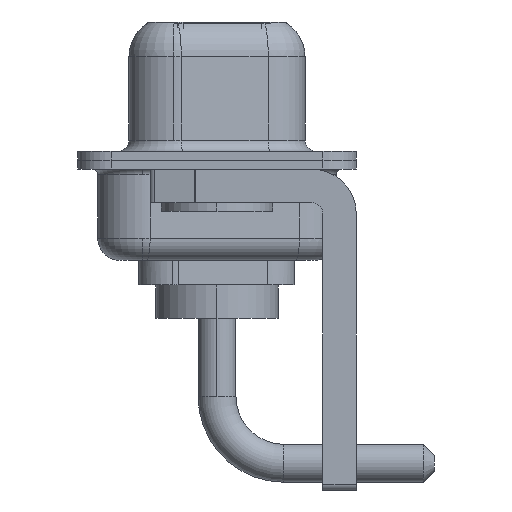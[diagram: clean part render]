
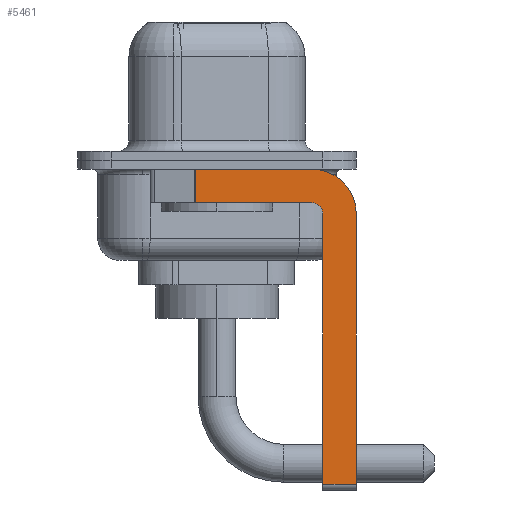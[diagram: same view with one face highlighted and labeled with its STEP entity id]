
A CAD part, left-side view. The second image highlights one B-rep face of the part: STEP entity #5461.
In plain terms, the highlighted planar face has unit normal (-1, 0, 0).
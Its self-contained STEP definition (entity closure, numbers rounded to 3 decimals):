
#48 = VERTEX_POINT ( 'NONE', #9292 ) ;
#272 = VERTEX_POINT ( 'NONE', #10646 ) ;
#395 = CIRCLE ( 'NONE', #1990, 0.5 ) ;
#441 = CARTESIAN_POINT ( 'NONE',  ( -2.9, 0.978, -1.9 ) ) ;
#543 = EDGE_CURVE ( 'NONE', #48, #7237, #10352, .T. ) ;
#595 = DIRECTION ( 'NONE',  ( 0., 0., -1. ) ) ;
#852 = DIRECTION ( 'NONE',  ( 0., -1., 0. ) ) ;
#867 = AXIS2_PLACEMENT_3D ( 'NONE', #8370, #1707, #12706 ) ;
#918 = DIRECTION ( 'NONE',  ( 0., -1., 0. ) ) ;
#1222 = ORIENTED_EDGE ( 'NONE', *, *, #8530, .T. ) ;
#1472 = CARTESIAN_POINT ( 'NONE',  ( -2.9, -6.25, -2.4 ) ) ;
#1611 = DIRECTION ( 'NONE',  ( 0., 0., 1. ) ) ;
#1707 = DIRECTION ( 'NONE',  ( 1., 0., 0. ) ) ;
#1990 = AXIS2_PLACEMENT_3D ( 'NONE', #8443, #4530, #11139 ) ;
#2052 = ORIENTED_EDGE ( 'NONE', *, *, #12371, .F. ) ;
#2146 = CARTESIAN_POINT ( 'NONE',  ( -2.9, -6.25, -2.4 ) ) ;
#2270 = VERTEX_POINT ( 'NONE', #12454 ) ;
#2477 = AXIS2_PLACEMENT_3D ( 'NONE', #2881, #8338, #595 ) ;
#2743 = LINE ( 'NONE', #11197, #3714 ) ;
#2881 = CARTESIAN_POINT ( 'NONE',  ( -2.9, -4.25, -2.4 ) ) ;
#2919 = VECTOR ( 'NONE', #11494, 1000. ) ;
#3047 = CARTESIAN_POINT ( 'NONE',  ( -2.9, -4.25, -14.55 ) ) ;
#3070 = DIRECTION ( 'NONE',  ( 0., 0., -1. ) ) ;
#3355 = ORIENTED_EDGE ( 'NONE', *, *, #5575, .F. ) ;
#3714 = VECTOR ( 'NONE', #1611, 1000. ) ;
#3838 = CIRCLE ( 'NONE', #2477, 2. ) ;
#4508 = VECTOR ( 'NONE', #918, 1000. ) ;
#4530 = DIRECTION ( 'NONE',  ( -1., 0., 0. ) ) ;
#4971 = DIRECTION ( 'NONE',  ( 0., 1., 0. ) ) ;
#5352 = EDGE_CURVE ( 'NONE', #48, #10156, #7084, .T. ) ;
#5461 = ADVANCED_FACE ( 'NONE', ( #12506 ), #11438, .F. ) ;
#5575 = EDGE_CURVE ( 'NONE', #12266, #9460, #395, .T. ) ;
#5898 = EDGE_CURVE ( 'NONE', #10477, #272, #12324, .T. ) ;
#6010 = CARTESIAN_POINT ( 'NONE',  ( -2.9, 0.978, -1.9 ) ) ;
#6794 = EDGE_CURVE ( 'NONE', #10156, #10477, #3838, .T. ) ;
#6910 = ORIENTED_EDGE ( 'NONE', *, *, #5898, .F. ) ;
#7084 = LINE ( 'NONE', #7148, #12202 ) ;
#7133 = ORIENTED_EDGE ( 'NONE', *, *, #6794, .F. ) ;
#7148 = CARTESIAN_POINT ( 'NONE',  ( -2.9, 3., -0.4 ) ) ;
#7237 = VERTEX_POINT ( 'NONE', #441 ) ;
#8338 = DIRECTION ( 'NONE',  ( 1., 0., 0. ) ) ;
#8370 = CARTESIAN_POINT ( 'NONE',  ( -2.9, -4.25, -2.4 ) ) ;
#8443 = CARTESIAN_POINT ( 'NONE',  ( -2.9, -4.25, -2.4 ) ) ;
#8530 = EDGE_CURVE ( 'NONE', #2270, #272, #9424, .T. ) ;
#8800 = VECTOR ( 'NONE', #3070, 1000. ) ;
#9236 = EDGE_LOOP ( 'NONE', ( #9996, #11530, #11129, #3355, #2052, #1222, #6910, #7133 ) ) ;
#9292 = CARTESIAN_POINT ( 'NONE',  ( -2.9, 0.978, -0.4 ) ) ;
#9424 = LINE ( 'NONE', #3047, #4508 ) ;
#9460 = VERTEX_POINT ( 'NONE', #10454 ) ;
#9996 = ORIENTED_EDGE ( 'NONE', *, *, #5352, .F. ) ;
#10156 = VERTEX_POINT ( 'NONE', #10720 ) ;
#10241 = LINE ( 'NONE', #12455, #13878 ) ;
#10352 = LINE ( 'NONE', #6010, #2919 ) ;
#10454 = CARTESIAN_POINT ( 'NONE',  ( -2.9, -4.25, -1.9 ) ) ;
#10477 = VERTEX_POINT ( 'NONE', #1472 ) ;
#10646 = CARTESIAN_POINT ( 'NONE',  ( -2.9, -6.25, -14.55 ) ) ;
#10720 = CARTESIAN_POINT ( 'NONE',  ( -2.9, -4.25, -0.4 ) ) ;
#11129 = ORIENTED_EDGE ( 'NONE', *, *, #11272, .F. ) ;
#11139 = DIRECTION ( 'NONE',  ( 0., 0., 1. ) ) ;
#11197 = CARTESIAN_POINT ( 'NONE',  ( -2.9, -4.75, -14.8 ) ) ;
#11272 = EDGE_CURVE ( 'NONE', #9460, #7237, #10241, .T. ) ;
#11438 = PLANE ( 'NONE',  #867 ) ;
#11494 = DIRECTION ( 'NONE',  ( 0., 0., -1. ) ) ;
#11530 = ORIENTED_EDGE ( 'NONE', *, *, #543, .T. ) ;
#12202 = VECTOR ( 'NONE', #852, 1000. ) ;
#12266 = VERTEX_POINT ( 'NONE', #13840 ) ;
#12324 = LINE ( 'NONE', #2146, #8800 ) ;
#12371 = EDGE_CURVE ( 'NONE', #2270, #12266, #2743, .T. ) ;
#12454 = CARTESIAN_POINT ( 'NONE',  ( -2.9, -4.75, -14.55 ) ) ;
#12455 = CARTESIAN_POINT ( 'NONE',  ( -2.9, -4.25, -1.9 ) ) ;
#12506 = FACE_OUTER_BOUND ( 'NONE', #9236, .T. ) ;
#12706 = DIRECTION ( 'NONE',  ( 0., 0., -1. ) ) ;
#13840 = CARTESIAN_POINT ( 'NONE',  ( -2.9, -4.75, -2.4 ) ) ;
#13878 = VECTOR ( 'NONE', #4971, 1000. ) ;
